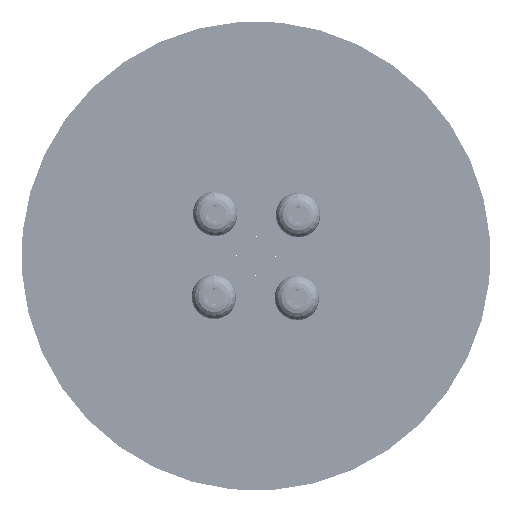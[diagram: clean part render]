
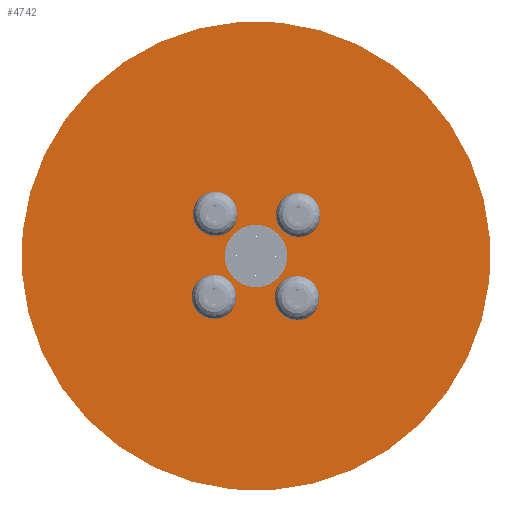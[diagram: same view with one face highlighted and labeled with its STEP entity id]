
A CAD part, front view. The second image highlights one B-rep face of the part: STEP entity #4742.
In plain terms, the highlighted face is planar.
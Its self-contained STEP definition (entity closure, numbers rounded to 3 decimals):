
#505=FACE_BOUND('',#995,.T.);
#506=FACE_BOUND('',#996,.T.);
#507=FACE_BOUND('',#997,.T.);
#508=FACE_BOUND('',#998,.T.);
#509=FACE_BOUND('',#999,.T.);
#586=PLANE('',#5292);
#673=FACE_OUTER_BOUND('',#994,.T.);
#994=EDGE_LOOP('',(#3590));
#995=EDGE_LOOP('',(#3591));
#996=EDGE_LOOP('',(#3592));
#997=EDGE_LOOP('',(#3593));
#998=EDGE_LOOP('',(#3594));
#999=EDGE_LOOP('',(#3595));
#1641=CIRCLE('',#5279,1.5);
#1643=CIRCLE('',#5282,1.5);
#1645=CIRCLE('',#5285,1.5);
#1647=CIRCLE('',#5288,1.5);
#1649=CIRCLE('',#5291,4.);
#1650=CIRCLE('',#5293,30.);
#2239=VERTEX_POINT('',#8389);
#2241=VERTEX_POINT('',#8395);
#2243=VERTEX_POINT('',#8401);
#2245=VERTEX_POINT('',#8407);
#2247=VERTEX_POINT('',#8413);
#2248=VERTEX_POINT('',#8417);
#2715=EDGE_CURVE('',#2239,#2239,#1641,.T.);
#2718=EDGE_CURVE('',#2241,#2241,#1643,.T.);
#2721=EDGE_CURVE('',#2243,#2243,#1645,.T.);
#2724=EDGE_CURVE('',#2245,#2245,#1647,.T.);
#2727=EDGE_CURVE('',#2247,#2247,#1649,.T.);
#2728=EDGE_CURVE('',#2248,#2248,#1650,.T.);
#3590=ORIENTED_EDGE('',*,*,#2728,.T.);
#3591=ORIENTED_EDGE('',*,*,#2715,.T.);
#3592=ORIENTED_EDGE('',*,*,#2718,.T.);
#3593=ORIENTED_EDGE('',*,*,#2721,.T.);
#3594=ORIENTED_EDGE('',*,*,#2724,.T.);
#3595=ORIENTED_EDGE('',*,*,#2727,.T.);
#4742=ADVANCED_FACE('',(#673,#505,#506,#507,#508,#509),#586,.F.);
#5279=AXIS2_PLACEMENT_3D('',#8391,#6416,#6417);
#5282=AXIS2_PLACEMENT_3D('',#8397,#6423,#6424);
#5285=AXIS2_PLACEMENT_3D('',#8403,#6430,#6431);
#5288=AXIS2_PLACEMENT_3D('',#8409,#6437,#6438);
#5291=AXIS2_PLACEMENT_3D('',#8415,#6444,#6445);
#5292=AXIS2_PLACEMENT_3D('',#8416,#6446,#6447);
#5293=AXIS2_PLACEMENT_3D('',#8418,#6448,#6449);
#6416=DIRECTION('center_axis',(0.,0.,1.));
#6417=DIRECTION('ref_axis',(1.,0.,0.));
#6423=DIRECTION('center_axis',(0.,0.,1.));
#6424=DIRECTION('ref_axis',(1.,0.,0.));
#6430=DIRECTION('center_axis',(0.,0.,1.));
#6431=DIRECTION('ref_axis',(1.,0.,0.));
#6437=DIRECTION('center_axis',(0.,0.,1.));
#6438=DIRECTION('ref_axis',(1.,0.,0.));
#6444=DIRECTION('center_axis',(0.,0.,1.));
#6445=DIRECTION('ref_axis',(1.,0.,0.));
#6446=DIRECTION('center_axis',(0.,0.,1.));
#6447=DIRECTION('ref_axis',(1.,0.,0.));
#6448=DIRECTION('center_axis',(0.,0.,-1.));
#6449=DIRECTION('ref_axis',(1.,0.,0.));
#8389=CARTESIAN_POINT('',(6.,0.,-0.5));
#8391=CARTESIAN_POINT('Origin',(7.5,0.,-0.5));
#8395=CARTESIAN_POINT('',(-9.,0.,-0.5));
#8397=CARTESIAN_POINT('Origin',(-7.5,0.,-0.5));
#8401=CARTESIAN_POINT('',(-1.5,7.5,-0.5));
#8403=CARTESIAN_POINT('Origin',(0.,7.5,-0.5));
#8407=CARTESIAN_POINT('',(-1.5,-7.5,-0.5));
#8409=CARTESIAN_POINT('Origin',(0.,-7.5,-0.5));
#8413=CARTESIAN_POINT('',(-4.,0.,-0.5));
#8415=CARTESIAN_POINT('Origin',(0.,0.,-0.5));
#8416=CARTESIAN_POINT('Origin',(0.,0.,-0.5));
#8417=CARTESIAN_POINT('',(-30.,0.,-0.5));
#8418=CARTESIAN_POINT('Origin',(0.,0.,-0.5));
